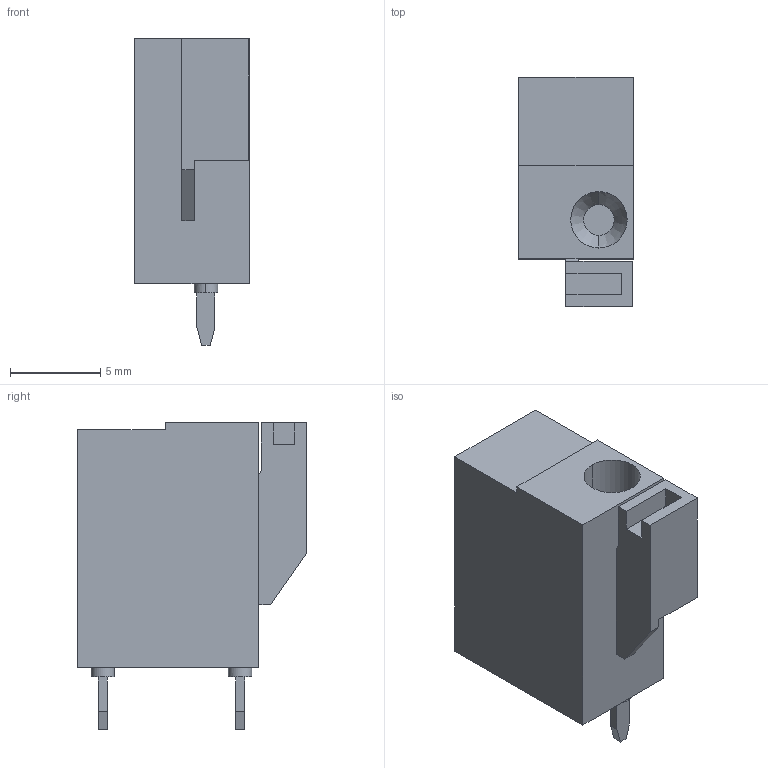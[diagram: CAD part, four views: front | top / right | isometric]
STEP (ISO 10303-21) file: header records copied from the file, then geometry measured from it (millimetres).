
FILE_DESCRIPTION((''),'2;1');
FILE_NAME('PHOENIX_1789621.stp','2015-12-04T13:22:28',(''),(''),'Mechanical Desktop 2011','Mechanical Desktop 2011',', , ');
FILE_SCHEMA(('AUTOMOTIVE_DESIGN { 1 2 10303 214 1 1 1 1 }'));
Length unit declared in the file: millimetre
Products named in the file (1): Product
Bounding box: 6.35 x 12.7 x 17 mm (x, y, z)
Volume: 873.9 mm3; surface area: 774.6 mm2
Topology: 5 solids, 5 shells, 64 faces, 143 edges, 94 vertices
Faces by surface type: plane 46, cylinder 15, cone 2, bspline 1
Entity records: 1862 total; most frequent: CARTESIAN_POINT 353, DIRECTION 297, ORIENTED_EDGE 286, EDGE_CURVE 143, VECTOR 113, LINE 113, VERTEX_POINT 94, AXIS2_PLACEMENT_3D 92
